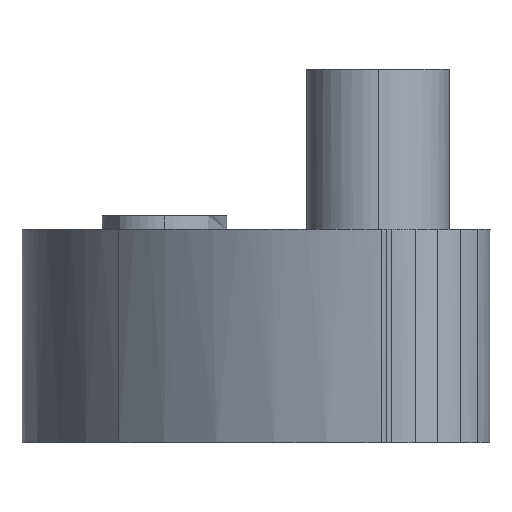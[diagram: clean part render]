
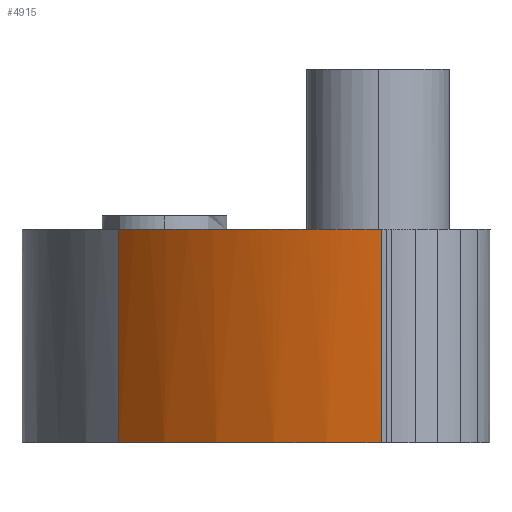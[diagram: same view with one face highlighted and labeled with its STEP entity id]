
A CAD part, left-side view. The second image highlights one B-rep face of the part: STEP entity #4915.
In plain terms, the highlighted cylindrical face has radius 72.788 mm (diameter 145.575 mm), a partial arc.
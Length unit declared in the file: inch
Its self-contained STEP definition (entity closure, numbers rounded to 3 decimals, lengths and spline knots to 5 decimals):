
#1280=CARTESIAN_POINT('Vertex',(-10.2418,3.24461,0.062)) ;
#1283=CARTESIAN_POINT('Axis2P3D Location',(-7.39656,2.90314,0.062)) ;
#1287=CARTESIAN_POINT('Vertex',(-10.19557,3.51755,0.062)) ;
#1290=CARTESIAN_POINT('Axis2P3D Location',(-7.39656,2.90314,0.062)) ;
#1294=CARTESIAN_POINT('Vertex',(-10.13058,3.76168,0.062)) ;
#1297=CARTESIAN_POINT('Axis2P3D Location',(-7.39656,2.90314,0.062)) ;
#1301=CARTESIAN_POINT('Vertex',(-10.03934,4.01116,0.062)) ;
#1304=CARTESIAN_POINT('Axis2P3D Location',(-7.39656,2.90314,0.062)) ;
#1308=CARTESIAN_POINT('Vertex',(-9.92383,4.25402,0.062)) ;
#1311=CARTESIAN_POINT('Axis2P3D Location',(-7.39656,2.90314,0.062)) ;
#1315=CARTESIAN_POINT('Vertex',(-9.58026,4.75879,0.062)) ;
#1318=CARTESIAN_POINT('Axis2P3D Location',(-7.39656,2.90314,0.062)) ;
#1322=CARTESIAN_POINT('Vertex',(-9.25683,5.08291,0.062)) ;
#1325=CARTESIAN_POINT('Axis2P3D Location',(-7.39656,2.90314,0.062)) ;
#1329=CARTESIAN_POINT('Vertex',(-9.25169,5.08728,0.062)) ;
#4865=CARTESIAN_POINT('Vertex',(-9.25169,5.08727,-1.438)) ;
#4868=CARTESIAN_POINT('Line Origine',(-9.25169,5.08728,0.137)) ;
#4883=CARTESIAN_POINT('Axis2P3D Location',(-7.39656,2.90314,0.137)) ;
#4888=CARTESIAN_POINT('Line Origine',(-10.2418,3.24461,0.137)) ;
#4892=CARTESIAN_POINT('Vertex',(-10.2418,3.24461,-1.438)) ;
#4896=CARTESIAN_POINT('Control Point',(-9.25169,5.08728,-1.438)) ;
#4897=CARTESIAN_POINT('Control Point',(-9.5781,4.81003,-1.438)) ;
#4898=CARTESIAN_POINT('Control Point',(-9.85273,4.47183,-1.438)) ;
#4899=CARTESIAN_POINT('Control Point',(-10.06032,4.0855,-1.438)) ;
#4900=CARTESIAN_POINT('Control Point',(-10.19077,3.66982,-1.438)) ;
#4901=CARTESIAN_POINT('Control Point',(-10.2418,3.24461,-1.438)) ;
#1284=DIRECTION('Axis2P3D Direction',(0.,0.,0.039)) ;
#1291=DIRECTION('Axis2P3D Direction',(0.,0.,0.039)) ;
#1298=DIRECTION('Axis2P3D Direction',(0.,0.,0.039)) ;
#1305=DIRECTION('Axis2P3D Direction',(0.,0.,0.039)) ;
#1312=DIRECTION('Axis2P3D Direction',(0.,0.,0.039)) ;
#1319=DIRECTION('Axis2P3D Direction',(0.,0.,0.039)) ;
#1326=DIRECTION('Axis2P3D Direction',(0.,0.,0.039)) ;
#4869=DIRECTION('Vector Direction',(0.,0.,-0.039)) ;
#4884=DIRECTION('Axis2P3D Direction',(0.,0.,-0.039)) ;
#4885=DIRECTION('Axis2P3D XDirection',(0.025,-0.03,0.)) ;
#4889=DIRECTION('Vector Direction',(0.,0.,-0.039)) ;
#1285=AXIS2_PLACEMENT_3D('Circle Axis2P3D',#1283,#1284,$) ;
#1292=AXIS2_PLACEMENT_3D('Circle Axis2P3D',#1290,#1291,$) ;
#1299=AXIS2_PLACEMENT_3D('Circle Axis2P3D',#1297,#1298,$) ;
#1306=AXIS2_PLACEMENT_3D('Circle Axis2P3D',#1304,#1305,$) ;
#1313=AXIS2_PLACEMENT_3D('Circle Axis2P3D',#1311,#1312,$) ;
#1320=AXIS2_PLACEMENT_3D('Circle Axis2P3D',#1318,#1319,$) ;
#1327=AXIS2_PLACEMENT_3D('Circle Axis2P3D',#1325,#1326,$) ;
#4886=AXIS2_PLACEMENT_3D('Cylinder Axis2P3D',#4883,#4884,#4885) ;
#4904=ORIENTED_EDGE('',*,*,#1331,.T.) ;
#4905=ORIENTED_EDGE('',*,*,#1324,.T.) ;
#4906=ORIENTED_EDGE('',*,*,#1317,.T.) ;
#4907=ORIENTED_EDGE('',*,*,#1310,.T.) ;
#4908=ORIENTED_EDGE('',*,*,#1303,.T.) ;
#4909=ORIENTED_EDGE('',*,*,#1296,.T.) ;
#4910=ORIENTED_EDGE('',*,*,#1289,.T.) ;
#4911=ORIENTED_EDGE('',*,*,#4894,.F.) ;
#4912=ORIENTED_EDGE('',*,*,#4902,.F.) ;
#4913=ORIENTED_EDGE('',*,*,#4872,.F.) ;
#4870=VECTOR('Line Direction',#4869,0.03937) ;
#4890=VECTOR('Line Direction',#4889,0.03937) ;
#4915=ADVANCED_FACE('Shell0',(#4914),#4887,.F.) ;
#4895=B_SPLINE_CURVE_WITH_KNOTS('',5,(#4896,#4897,#4898,#4899,#4900,#4901),.UNSPECIFIED.,.F.,.U.,(6,6),(-27.19436,27.19436),.UNSPECIFIED.) ;
#1286=CIRCLE('generated circle',#1285,2.86566) ;
#1293=CIRCLE('generated circle',#1292,2.86566) ;
#1300=CIRCLE('generated circle',#1299,2.86566) ;
#1307=CIRCLE('generated circle',#1306,2.86566) ;
#1314=CIRCLE('generated circle',#1313,2.86566) ;
#1321=CIRCLE('generated circle',#1320,2.86566) ;
#1328=CIRCLE('generated circle',#1327,2.86566) ;
#4887=CYLINDRICAL_SURFACE('generated cylinder',#4886,2.86566) ;
#1289=EDGE_CURVE('',#1288,#1281,#1286,.T.) ;
#1296=EDGE_CURVE('',#1295,#1288,#1293,.T.) ;
#1303=EDGE_CURVE('',#1302,#1295,#1300,.T.) ;
#1310=EDGE_CURVE('',#1309,#1302,#1307,.T.) ;
#1317=EDGE_CURVE('',#1316,#1309,#1314,.T.) ;
#1324=EDGE_CURVE('',#1323,#1316,#1321,.T.) ;
#1331=EDGE_CURVE('',#1330,#1323,#1328,.T.) ;
#4872=EDGE_CURVE('',#1330,#4866,#4871,.T.) ;
#4894=EDGE_CURVE('',#4893,#1281,#4891,.F.) ;
#4902=EDGE_CURVE('',#4866,#4893,#4895,.T.) ;
#4903=EDGE_LOOP('',(#4904,#4905,#4906,#4907,#4908,#4909,#4910,#4911,#4912,#4913)) ;
#4914=FACE_OUTER_BOUND('',#4903,.T.) ;
#4871=LINE('Line',#4868,#4870) ;
#4891=LINE('Line',#4888,#4890) ;
#1281=VERTEX_POINT('',#1280) ;
#1288=VERTEX_POINT('',#1287) ;
#1295=VERTEX_POINT('',#1294) ;
#1302=VERTEX_POINT('',#1301) ;
#1309=VERTEX_POINT('',#1308) ;
#1316=VERTEX_POINT('',#1315) ;
#1323=VERTEX_POINT('',#1322) ;
#1330=VERTEX_POINT('',#1329) ;
#4866=VERTEX_POINT('',#4865) ;
#4893=VERTEX_POINT('',#4892) ;
